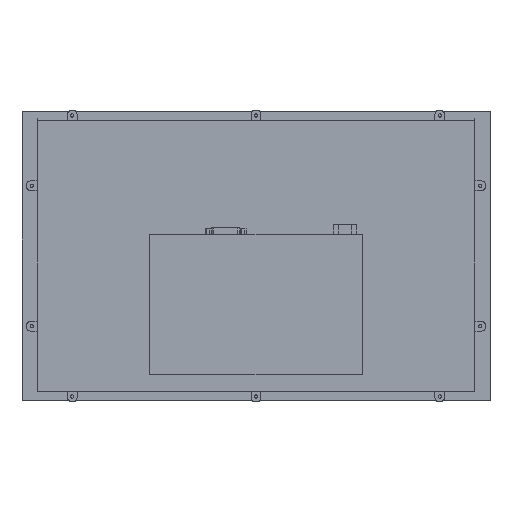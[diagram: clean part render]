
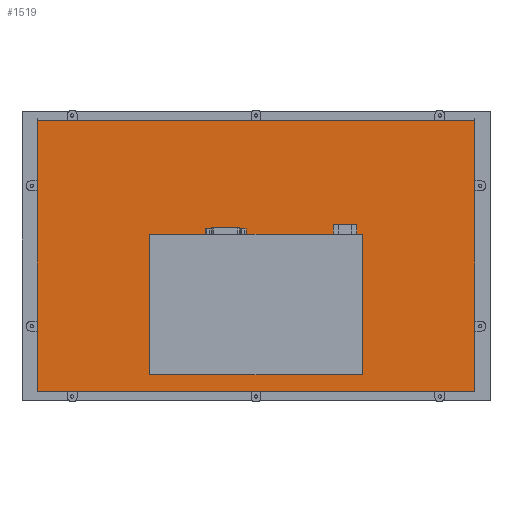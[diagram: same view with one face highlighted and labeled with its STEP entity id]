
A CAD part, top view. The second image highlights one B-rep face of the part: STEP entity #1519.
In plain terms, the highlighted planar face has unit normal (0, 0, 1).
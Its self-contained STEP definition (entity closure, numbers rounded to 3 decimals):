
#1501=AXIS2_PLACEMENT_3D('Plane Axis2P3D',#1498,#1499,#1500) ;
#1403=CARTESIAN_POINT('Vertex',(14.,258.5,26.)) ;
#1406=CARTESIAN_POINT('Line Origine',(216.5,258.5,26.)) ;
#1410=CARTESIAN_POINT('Vertex',(419.,258.5,26.)) ;
#1475=CARTESIAN_POINT('Vertex',(14.,8.5,26.)) ;
#1482=CARTESIAN_POINT('Vertex',(419.,8.5,26.)) ;
#1485=CARTESIAN_POINT('Line Origine',(216.5,8.5,26.)) ;
#1498=CARTESIAN_POINT('Axis2P3D Location',(0.,0.,26.)) ;
#1503=CARTESIAN_POINT('Line Origine',(14.,133.5,26.)) ;
#1508=CARTESIAN_POINT('Line Origine',(419.,133.5,26.)) ;
#1407=DIRECTION('Vector Direction',(1.,0.,0.)) ;
#1486=DIRECTION('Vector Direction',(-1.,0.,0.)) ;
#1499=DIRECTION('Axis2P3D Direction',(0.,0.,1.)) ;
#1500=DIRECTION('Axis2P3D XDirection',(1.,0.,0.)) ;
#1504=DIRECTION('Vector Direction',(0.,-1.,0.)) ;
#1509=DIRECTION('Vector Direction',(0.,1.,0.)) ;
#1408=VECTOR('Line Direction',#1407,1.) ;
#1487=VECTOR('Line Direction',#1486,1.) ;
#1505=VECTOR('Line Direction',#1504,1.) ;
#1510=VECTOR('Line Direction',#1509,1.) ;
#1514=ORIENTED_EDGE('',*,*,#1507,.T.) ;
#1515=ORIENTED_EDGE('',*,*,#1489,.T.) ;
#1516=ORIENTED_EDGE('',*,*,#1512,.T.) ;
#1517=ORIENTED_EDGE('',*,*,#1412,.T.) ;
#1519=ADVANCED_FACE('Housing_1',(#1518),#1502,.T.) ;
#1412=EDGE_CURVE('',#1411,#1404,#1409,.F.) ;
#1489=EDGE_CURVE('',#1476,#1483,#1488,.F.) ;
#1507=EDGE_CURVE('',#1404,#1476,#1506,.T.) ;
#1512=EDGE_CURVE('',#1483,#1411,#1511,.T.) ;
#1513=EDGE_LOOP('',(#1514,#1515,#1516,#1517)) ;
#1518=FACE_OUTER_BOUND('',#1513,.T.) ;
#1409=LINE('Line',#1406,#1408) ;
#1488=LINE('Line',#1485,#1487) ;
#1506=LINE('Line',#1503,#1505) ;
#1511=LINE('Line',#1508,#1510) ;
#1502=PLANE('',#1501) ;
#1404=VERTEX_POINT('',#1403) ;
#1411=VERTEX_POINT('',#1410) ;
#1476=VERTEX_POINT('',#1475) ;
#1483=VERTEX_POINT('',#1482) ;
